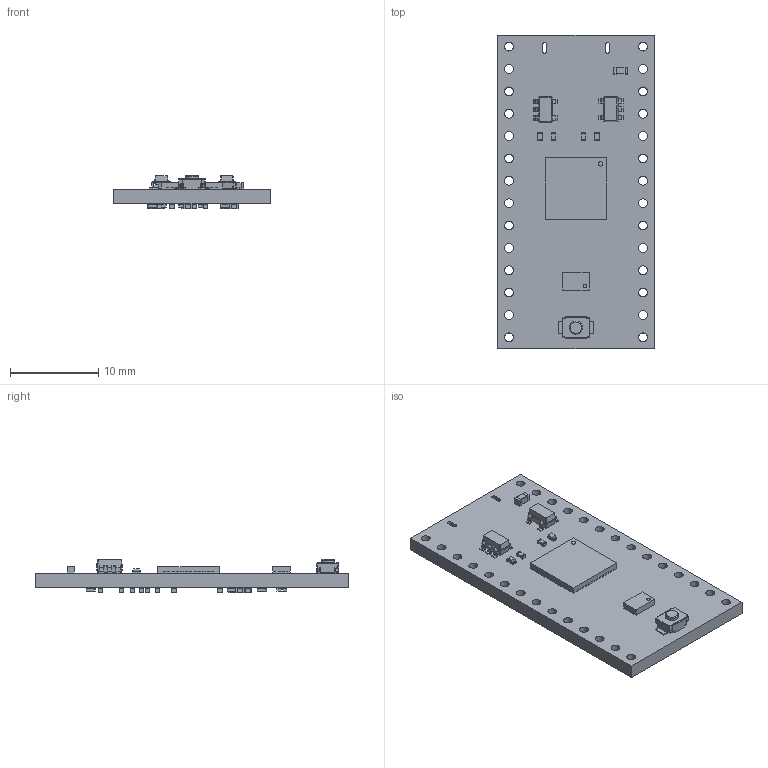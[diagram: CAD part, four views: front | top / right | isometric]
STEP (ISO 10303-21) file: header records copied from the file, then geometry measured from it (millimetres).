
FILE_DESCRIPTION(('KiCad electronic assembly'),'2;1');
FILE_NAME('Tiny-up5k.step','2018-11-10T11:34:14',('An Author'),( 'A Company'),'Open CASCADE STEP processor 6.9', 'KiCad to STEP converter','Unknown');
FILE_SCHEMA(('AUTOMOTIVE_DESIGN { 1 0 10303 214 1 1 1 1 }'));
Length unit declared in the file: millimetre
Products named in the file (18): Open CASCADE STEP translator 6.9 1; C_0402_1005Metric; SOLID; LED_0402_1005Metric; SOT-23-5; SW_SPST_B3U-1000P; DFN-8-1EP_3x2mm_P0.5mm_EP1.75x1.45mm; QFN-48-1EP_7x7mm_P0.5mm_EP5.15x5.15mm; R_0402_1005Metric; C_0603_1608Metric; COMPOUND
Assembly tree (40 placements, depth 3):
  Open CASCADE STEP translator 6.9 1
    C_0402_1005Metric  x13
      SOLID
    LED_0402_1005Metric  x2
      SOLID
    SOT-23-5  x2
      SOLID
    SW_SPST_B3U-1000P
      SOLID
    DFN-8-1EP_3x2mm_P0.5mm_EP1.75x1.45mm
      SOLID
    QFN-48-1EP_7x7mm_P0.5mm_EP5.15x5.15mm
      SOLID
    R_0402_1005Metric  x10
      SOLID
    C_0603_1608Metric
      SOLID
    COMPOUND
Bounding box: 17.78 x 35.56 x 3.79 mm (x, y, z)
Volume: 1044.6 mm3; surface area: 1832.6 mm2
Topology: 32 solids, 32 shells, 1618 faces, 4313 edges, 2765 vertices
Faces by surface type: plane 1031, cylinder 495, bspline 58, sphere 17, torus 17
Full cylindrical faces by diameter (mm): 0.4 x1, 0.5 x1, 1 x28, 1.5 x1
Entity records: 68372 total; most frequent: CARTESIAN_POINT 13841, DIRECTION 9083, LINE 6182, VECTOR 6182, ORIENTED_EDGE 4820, PCURVE 4820, DEFINITIONAL_REPRESENTATION 4820, EDGE_CURVE 2410
